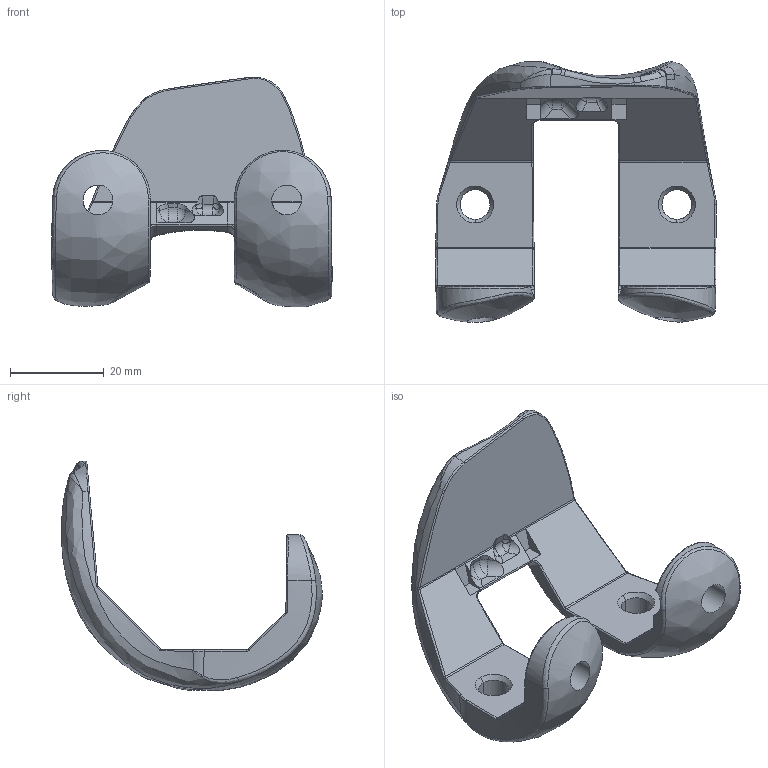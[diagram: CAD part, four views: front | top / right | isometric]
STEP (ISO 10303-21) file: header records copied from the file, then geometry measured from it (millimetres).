
FILE_DESCRIPTION((''),'2;1');
FILE_NAME('SZ-2-RT','2011-05-31T',('Administrator'),(''),'PRO/ENGINEER BY PARAMETRIC TECHNOLOGY CORPORATION, 2001280','PRO/ENGINEER BY PARAMETRIC TECHNOLOGY CORPORATION, 2001280','');
FILE_SCHEMA(('CONFIG_CONTROL_DESIGN'));
Length unit declared in the file: millimetre
Products named in the file (1): SZ-2-RT
Bounding box: 60 x 55.79 x 49.15 mm (x, y, z)
Volume: 21611.4 mm3; surface area: 10140.1 mm2
Topology: 1 solids, 1 shells, 185 faces, 454 edges, 271 vertices
Faces by surface type: bspline 99, cylinder 41, plane 33, sphere 4, cone 4, torus 3, extrusion 1
Entity records: 12193 total; most frequent: CARTESIAN_POINT 8568, ORIENTED_EDGE 908, DIRECTION 494, EDGE_CURVE 454, VERTEX_POINT 271, B_SPLINE_CURVE_WITH_KNOTS 232, EDGE_LOOP 193, AXIS2_PLACEMENT_3D 185
